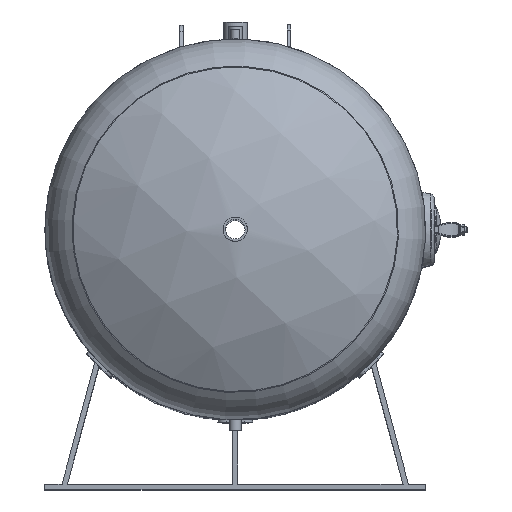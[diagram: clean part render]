
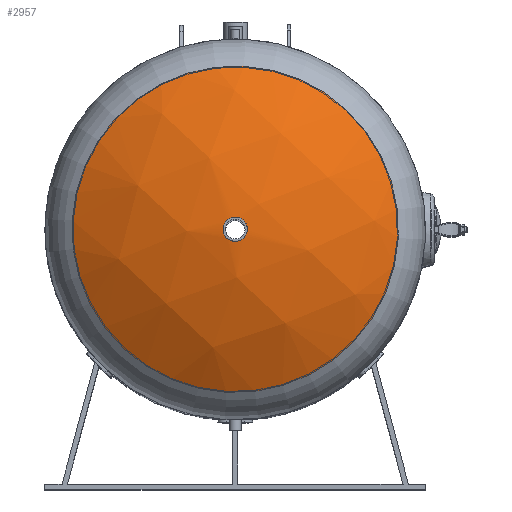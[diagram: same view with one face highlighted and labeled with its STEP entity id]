
A CAD part, top view. The second image highlights one B-rep face of the part: STEP entity #2957.
In plain terms, the highlighted spherical face has radius 880 mm.
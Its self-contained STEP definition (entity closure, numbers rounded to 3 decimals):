
#157=SPHERICAL_SURFACE('',#3202,880.);
#674=CIRCLE('',#3195,35.);
#678=CIRCLE('',#3203,471.331);
#777=FACE_BOUND('',#1123,.T.);
#890=FACE_OUTER_BOUND('',#1122,.T.);
#1122=EDGE_LOOP('',(#2389));
#1123=EDGE_LOOP('',(#2390));
#1477=VERTEX_POINT('',#5912);
#1481=VERTEX_POINT('',#5924);
#1810=EDGE_CURVE('',#1477,#1477,#674,.T.);
#1814=EDGE_CURVE('',#1481,#1481,#678,.T.);
#2389=ORIENTED_EDGE('',*,*,#1814,.F.);
#2390=ORIENTED_EDGE('',*,*,#1810,.T.);
#2957=ADVANCED_FACE('',(#890,#777),#157,.T.);
#3195=AXIS2_PLACEMENT_3D('',#5913,#3726,#3727);
#3202=AXIS2_PLACEMENT_3D('',#5923,#3740,#3741);
#3203=AXIS2_PLACEMENT_3D('',#5925,#3742,#3743);
#3726=DIRECTION('center_axis',(0.,-1.,0.));
#3727=DIRECTION('ref_axis',(-1.,0.,0.));
#3740=DIRECTION('center_axis',(0.,0.,1.));
#3741=DIRECTION('ref_axis',(1.,0.,0.));
#3742=DIRECTION('center_axis',(0.,-1.,0.));
#3743=DIRECTION('ref_axis',(1.,0.,0.));
#5912=CARTESIAN_POINT('',(35.,299.304,0.));
#5913=CARTESIAN_POINT('Origin',(0.,299.304,0.));
#5923=CARTESIAN_POINT('Origin',(0.,-580.,0.));
#5924=CARTESIAN_POINT('',(471.331,163.133,0.));
#5925=CARTESIAN_POINT('Origin',(0.,163.133,0.));
